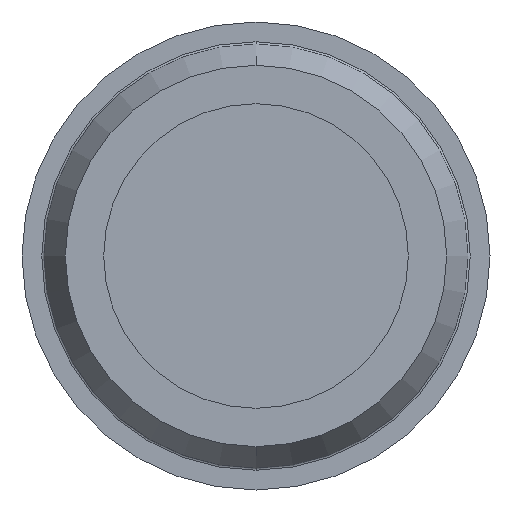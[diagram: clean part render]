
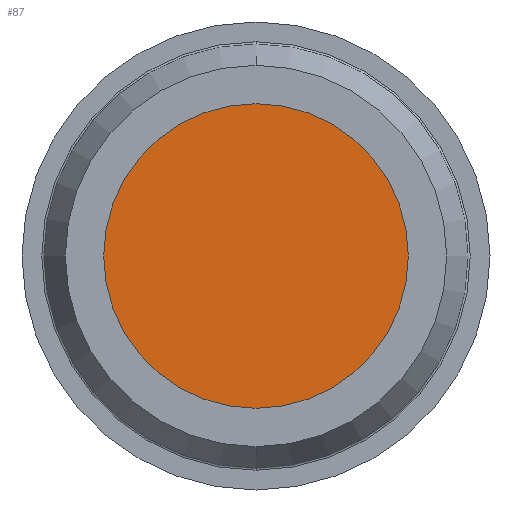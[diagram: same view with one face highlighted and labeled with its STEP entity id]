
A CAD part, front view. The second image highlights one B-rep face of the part: STEP entity #87.
In plain terms, the highlighted planar face has unit normal (0, -1, 0).
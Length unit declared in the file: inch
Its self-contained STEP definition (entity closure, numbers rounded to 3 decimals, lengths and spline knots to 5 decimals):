
#13 = DIRECTION ( 'NONE',  ( 0., 1., 0. ) ) ;
#87 = ADVANCED_FACE ( 'NONE', ( #307 ), #581, .F. ) ;
#99 = VERTEX_POINT ( 'NONE', #393 ) ;
#100 = AXIS2_PLACEMENT_3D ( 'NONE', #465, #183, #510 ) ;
#171 = DIRECTION ( 'NONE',  ( 0., 1., 0. ) ) ;
#183 = DIRECTION ( 'NONE',  ( 0., 1., 0. ) ) ;
#242 = CIRCLE ( 'NONE', #361, 1.7895 ) ;
#261 = EDGE_LOOP ( 'NONE', ( #420, #409 ) ) ;
#307 = FACE_OUTER_BOUND ( 'NONE', #261, .T. ) ;
#323 = EDGE_CURVE ( 'NONE', #536, #99, #242, .T. ) ;
#341 = DIRECTION ( 'NONE',  ( 0., 0., 1. ) ) ;
#361 = AXIS2_PLACEMENT_3D ( 'NONE', #458, #171, #505 ) ;
#393 = CARTESIAN_POINT ( 'NONE',  ( 0., -1.23, -1.7895 ) ) ;
#409 = ORIENTED_EDGE ( 'NONE', *, *, #453, .F. ) ;
#414 = CIRCLE ( 'NONE', #100, 1.7895 ) ;
#420 = ORIENTED_EDGE ( 'NONE', *, *, #323, .F. ) ;
#426 = CARTESIAN_POINT ( 'NONE',  ( 0., -1.23, 1.7895 ) ) ;
#442 = CARTESIAN_POINT ( 'NONE',  ( 0., -1.23, 0. ) ) ;
#453 = EDGE_CURVE ( 'NONE', #99, #536, #414, .T. ) ;
#458 = CARTESIAN_POINT ( 'NONE',  ( 0., -1.23, 0. ) ) ;
#465 = CARTESIAN_POINT ( 'NONE',  ( 0., -1.23, 0. ) ) ;
#473 = AXIS2_PLACEMENT_3D ( 'NONE', #442, #13, #341 ) ;
#505 = DIRECTION ( 'NONE',  ( 0., 0., 1. ) ) ;
#510 = DIRECTION ( 'NONE',  ( 0., 0., 1. ) ) ;
#536 = VERTEX_POINT ( 'NONE', #426 ) ;
#581 = PLANE ( 'NONE',  #473 ) ;
